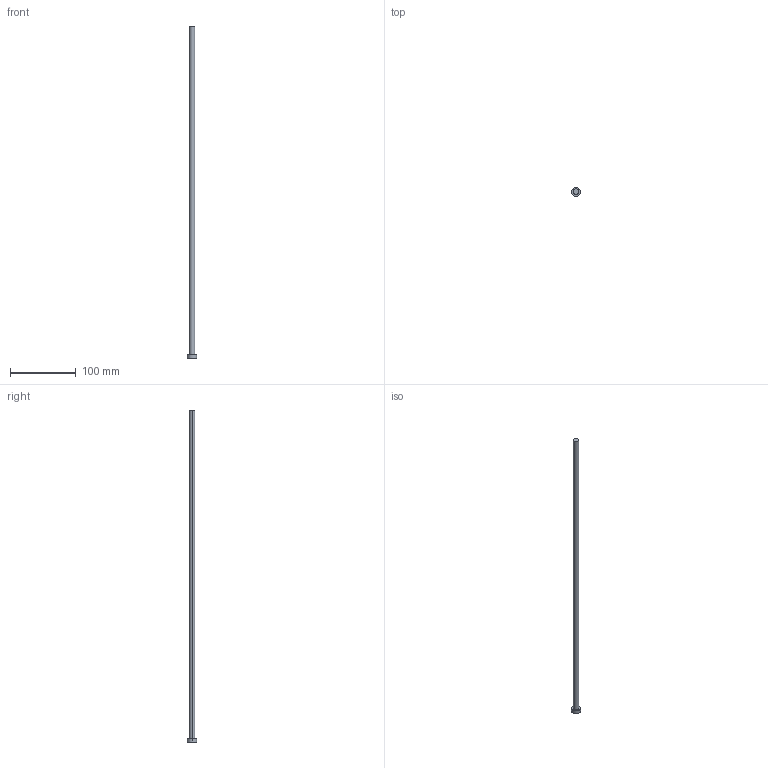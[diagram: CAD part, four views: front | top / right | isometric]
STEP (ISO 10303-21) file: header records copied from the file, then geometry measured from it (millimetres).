
FILE_DESCRIPTION (( 'STEP AP203' ), '1' );
FILE_NAME ('c8ab.STEP', '2022-07-07T09:58:14', ( '' ), ( '' ), 'SwSTEP 2.0', 'SolidWorks 2019', '' );
FILE_SCHEMA (( 'CONFIG_CONTROL_DESIGN' ));
Length unit declared in the file: millimetre
Products named in the file (1): c8ab
Bounding box: 14 x 14 x 505 mm (x, y, z)
Volume: 29142.4 mm3; surface area: 13877.3 mm2
Topology: 1 solids, 1 shells, 9 faces, 16 edges, 10 vertices
Faces by surface type: cylinder 4, plane 3, torus 2
Entity records: 303 total; most frequent: DIRECTION 48, CARTESIAN_POINT 36, ORIENTED_EDGE 32, AXIS2_PLACEMENT_3D 22, EDGE_CURVE 16, CIRCLE 12, EDGE_LOOP 10, VERTEX_POINT 10
